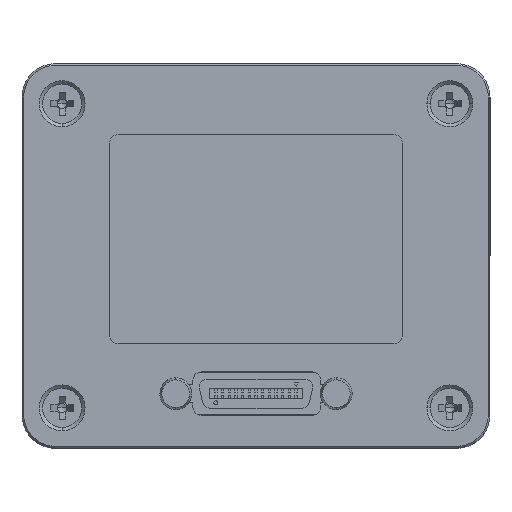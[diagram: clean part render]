
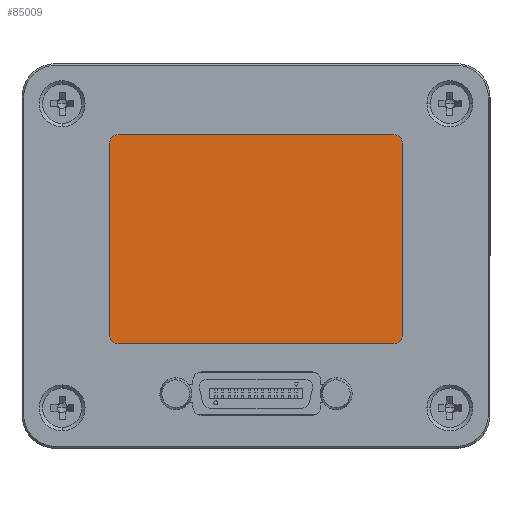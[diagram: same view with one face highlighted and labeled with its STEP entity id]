
A CAD part, top view. The second image highlights one B-rep face of the part: STEP entity #85009.
In plain terms, the highlighted planar face has unit normal (0, 0, 1).
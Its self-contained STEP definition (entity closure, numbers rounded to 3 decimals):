
#1388 = DIRECTION ( 'NONE',  ( -1., 0., 0. ) ) ;
#2095 = CARTESIAN_POINT ( 'NONE',  ( 16.5, 13.5, 27.99 ) ) ;
#6108 = EDGE_CURVE ( 'NONE', #65566, #77162, #28293, .T. ) ;
#6268 = CARTESIAN_POINT ( 'NONE',  ( 16.5, -9.5, 27.99 ) ) ;
#8655 = FACE_OUTER_BOUND ( 'NONE', #22628, .T. ) ;
#10301 = DIRECTION ( 'NONE',  ( 1., 0., 0. ) ) ;
#11534 = ORIENTED_EDGE ( 'NONE', *, *, #12589, .T. ) ;
#12589 = EDGE_CURVE ( 'NONE', #77162, #53623, #100875, .T. ) ;
#13742 = AXIS2_PLACEMENT_3D ( 'NONE', #30090, #87834, #38429 ) ;
#14525 = DIRECTION ( 'NONE',  ( 1., 0., 0. ) ) ;
#14626 = VECTOR ( 'NONE', #103249, 1000. ) ;
#14786 = EDGE_CURVE ( 'NONE', #41663, #65566, #41727, .T. ) ;
#14858 = ORIENTED_EDGE ( 'NONE', *, *, #87410, .T. ) ;
#16433 = CIRCLE ( 'NONE', #19558, 1. ) ;
#16503 = CARTESIAN_POINT ( 'NONE',  ( -16.5, -9.5, 27.99 ) ) ;
#18248 = EDGE_CURVE ( 'NONE', #100402, #72408, #80488, .T. ) ;
#19311 = CARTESIAN_POINT ( 'NONE',  ( -17.5, 13.5, 27.99 ) ) ;
#19558 = AXIS2_PLACEMENT_3D ( 'NONE', #39024, #96757, #47302 ) ;
#19786 = VECTOR ( 'NONE', #59531, 1000. ) ;
#20256 = CARTESIAN_POINT ( 'NONE',  ( 16.5, 14.5, 27.99 ) ) ;
#22382 = CARTESIAN_POINT ( 'NONE',  ( -16.5, 14.5, 27.99 ) ) ;
#22628 = EDGE_LOOP ( 'NONE', ( #76866, #92729, #88646, #14858, #98707, #87488, #61098, #11534 ) ) ;
#24285 = EDGE_CURVE ( 'NONE', #72408, #80543, #16433, .T. ) ;
#24811 = DIRECTION ( 'NONE',  ( 1., 0., 0. ) ) ;
#26195 = CARTESIAN_POINT ( 'NONE',  ( -16.5, 14.5, 27.99 ) ) ;
#26329 = CARTESIAN_POINT ( 'NONE',  ( 17.5, 13.5, 27.99 ) ) ;
#26404 = CARTESIAN_POINT ( 'NONE',  ( -17.5, -9.5, 27.99 ) ) ;
#28064 = AXIS2_PLACEMENT_3D ( 'NONE', #2095, #59740, #10301 ) ;
#28293 = CIRCLE ( 'NONE', #28064, 1. ) ;
#30063 = VECTOR ( 'NONE', #58808, 1000. ) ;
#30090 = CARTESIAN_POINT ( 'NONE',  ( -16.5, 13.5, 27.99 ) ) ;
#32594 = CARTESIAN_POINT ( 'NONE',  ( 17.5, -9.5, 27.99 ) ) ;
#32693 = PLANE ( 'NONE',  #86406 ) ;
#38429 = DIRECTION ( 'NONE',  ( 1., 0., 0. ) ) ;
#39024 = CARTESIAN_POINT ( 'NONE',  ( -16.5, -9.5, 27.99 ) ) ;
#40166 = CIRCLE ( 'NONE', #13742, 1. ) ;
#41663 = VERTEX_POINT ( 'NONE', #32594 ) ;
#41727 = LINE ( 'NONE', #26329, #19786 ) ;
#47302 = DIRECTION ( 'NONE',  ( 1., 0., 0. ) ) ;
#52966 = CARTESIAN_POINT ( 'NONE',  ( -16.5, -10.5, 27.99 ) ) ;
#53623 = VERTEX_POINT ( 'NONE', #22382 ) ;
#54569 = LINE ( 'NONE', #99974, #30063 ) ;
#58808 = DIRECTION ( 'NONE',  ( 1., 0., 0. ) ) ;
#59531 = DIRECTION ( 'NONE',  ( 0., 1., 0. ) ) ;
#59740 = DIRECTION ( 'NONE',  ( 0., 0., 1. ) ) ;
#61098 = ORIENTED_EDGE ( 'NONE', *, *, #6108, .T. ) ;
#63935 = DIRECTION ( 'NONE',  ( 0., 0., 1. ) ) ;
#64171 = CARTESIAN_POINT ( 'NONE',  ( 17.5, 13.5, 27.99 ) ) ;
#65566 = VERTEX_POINT ( 'NONE', #64171 ) ;
#66561 = CIRCLE ( 'NONE', #98179, 1. ) ;
#72408 = VERTEX_POINT ( 'NONE', #26404 ) ;
#74211 = DIRECTION ( 'NONE',  ( 0., 0., 1. ) ) ;
#76866 = ORIENTED_EDGE ( 'NONE', *, *, #79446, .T. ) ;
#77162 = VERTEX_POINT ( 'NONE', #20256 ) ;
#79446 = EDGE_CURVE ( 'NONE', #53623, #100402, #40166, .T. ) ;
#80488 = LINE ( 'NONE', #86605, #14626 ) ;
#80543 = VERTEX_POINT ( 'NONE', #52966 ) ;
#85009 = ADVANCED_FACE ( 'NONE', ( #8655 ), #32693, .T. ) ;
#86406 = AXIS2_PLACEMENT_3D ( 'NONE', #16503, #74211, #24811 ) ;
#86605 = CARTESIAN_POINT ( 'NONE',  ( -17.5, 13.5, 27.99 ) ) ;
#87410 = EDGE_CURVE ( 'NONE', #80543, #90499, #54569, .T. ) ;
#87488 = ORIENTED_EDGE ( 'NONE', *, *, #14786, .T. ) ;
#87834 = DIRECTION ( 'NONE',  ( 0., 0., 1. ) ) ;
#88646 = ORIENTED_EDGE ( 'NONE', *, *, #24285, .T. ) ;
#90499 = VERTEX_POINT ( 'NONE', #99933 ) ;
#92729 = ORIENTED_EDGE ( 'NONE', *, *, #18248, .T. ) ;
#96757 = DIRECTION ( 'NONE',  ( 0., 0., 1. ) ) ;
#98179 = AXIS2_PLACEMENT_3D ( 'NONE', #6268, #63935, #14525 ) ;
#98262 = VECTOR ( 'NONE', #1388, 1000. ) ;
#98707 = ORIENTED_EDGE ( 'NONE', *, *, #102354, .T. ) ;
#99933 = CARTESIAN_POINT ( 'NONE',  ( 16.5, -10.5, 27.99 ) ) ;
#99974 = CARTESIAN_POINT ( 'NONE',  ( -16.5, -10.5, 27.99 ) ) ;
#100402 = VERTEX_POINT ( 'NONE', #19311 ) ;
#100875 = LINE ( 'NONE', #26195, #98262 ) ;
#102354 = EDGE_CURVE ( 'NONE', #90499, #41663, #66561, .T. ) ;
#103249 = DIRECTION ( 'NONE',  ( 0., -1., 0. ) ) ;
